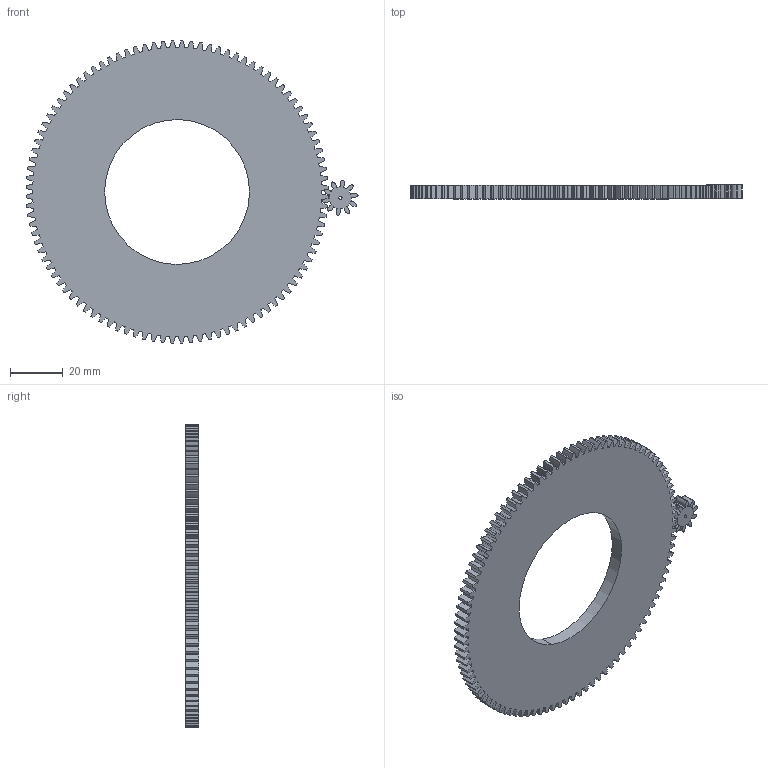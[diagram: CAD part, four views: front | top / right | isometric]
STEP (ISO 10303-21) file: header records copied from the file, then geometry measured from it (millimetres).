
FILE_DESCRIPTION (( 'STEP AP214' ), '1' );
FILE_NAME ('Engranajes .STEP', '2025-02-13T22:14:38', ( '' ), ( '' ), 'SwSTEP 2.0', 'SolidWorks 2025', '' );
FILE_SCHEMA (( 'AUTOMOTIVE_DESIGN' ));
Length unit declared in the file: millimetre
Products named in the file (3): spur gear_iso_ISO - Spur gear 1.125M 100T 14.5PA 5FW ---S100A75H50L55.0N; Engranajes ; spur gear_iso_ISO - Spur gear 1.125M 10T 14.5PA 5FW ---S10A75H50L1.25N
Assembly tree (2 placements, depth 2):
  Engranajes 
    spur gear_iso_ISO - Spur gear 1.125M 100T 14.5PA 5FW ---S100A75H50L55.0N
    spur gear_iso_ISO - Spur gear 1.125M 10T 14.5PA 5FW ---S10A75H50L1.25N
Bounding box: 126.05 x 5.27 x 114.72 mm (x, y, z)
Volume: 37929.5 mm3; surface area: 20109.2 mm2
Topology: 2 solids, 2 shells, 458 faces, 1362 edges, 908 vertices
Faces by surface type: cylinder 454, plane 4
Entity records: 16030 total; most frequent: DIRECTION 3196, CARTESIAN_POINT 2733, ORIENTED_EDGE 2724, AXIS2_PLACEMENT_3D 1371, EDGE_CURVE 1362, CIRCLE 908, VERTEX_POINT 908, EDGE_LOOP 462
